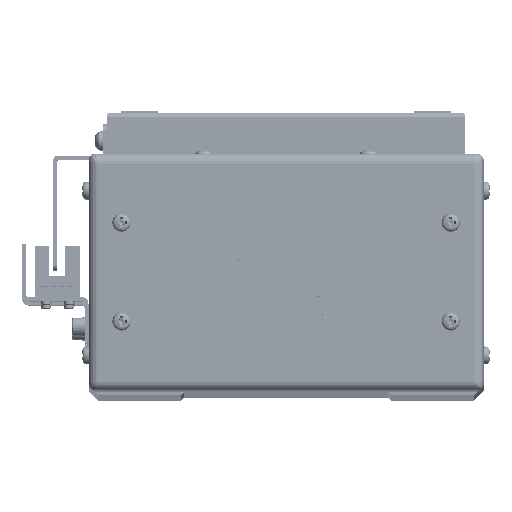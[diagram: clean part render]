
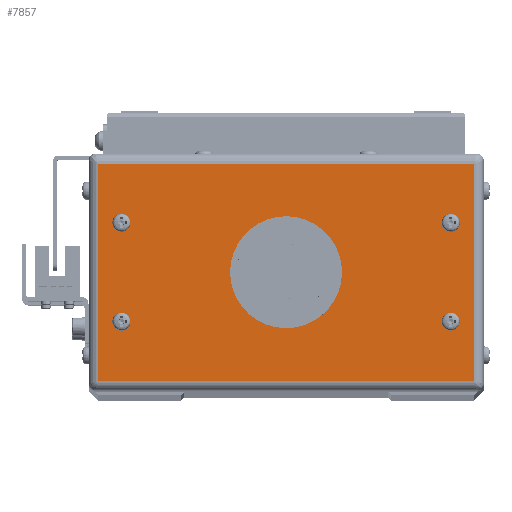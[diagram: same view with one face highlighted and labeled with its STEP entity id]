
A CAD part, top view. The second image highlights one B-rep face of the part: STEP entity #7857.
In plain terms, the highlighted planar face has unit normal (0, 0, 1).
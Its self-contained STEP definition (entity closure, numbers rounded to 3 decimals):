
#1805 = VERTEX_POINT ( 'NONE', #62214 ) ;
#2313 = VERTEX_POINT ( 'NONE', #19022 ) ;
#3643 = CARTESIAN_POINT ( 'NONE',  ( -48.3, 15., 5. ) ) ;
#4063 = FACE_BOUND ( 'NONE', #45378, .T. ) ;
#4933 = EDGE_CURVE ( 'NONE', #56093, #28266, #25587, .T. ) ;
#6001 = VERTEX_POINT ( 'NONE', #103391 ) ;
#6266 = VECTOR ( 'NONE', #112275, 1000. ) ;
#6267 = AXIS2_PLACEMENT_3D ( 'NONE', #35396, #98341, #44432 ) ;
#7857 = ADVANCED_FACE ( 'NONE', ( #30913, #75933, #9726, #52034, #28098, #4063 ), #91182, .F. ) ;
#7911 = VECTOR ( 'NONE', #31281, 1000. ) ;
#8392 = CARTESIAN_POINT ( 'NONE',  ( -48.3, -15., 5. ) ) ;
#9106 = LINE ( 'NONE', #22108, #6266 ) ;
#9726 = FACE_BOUND ( 'NONE', #36434, .T. ) ;
#10068 = CARTESIAN_POINT ( 'NONE',  ( -58., -34., 5. ) ) ;
#13016 = DIRECTION ( 'NONE',  ( 0., -1., 0. ) ) ;
#13771 = DIRECTION ( 'NONE',  ( 0., 1., 0. ) ) ;
#14512 = VERTEX_POINT ( 'NONE', #3643 ) ;
#14537 = EDGE_CURVE ( 'NONE', #28266, #96827, #103758, .T. ) ;
#14772 = ORIENTED_EDGE ( 'NONE', *, *, #39097, .F. ) ;
#15165 = DIRECTION ( 'NONE',  ( 0., 0., 1. ) ) ;
#15522 = CARTESIAN_POINT ( 'NONE',  ( 50., 15., 5. ) ) ;
#16043 = VERTEX_POINT ( 'NONE', #111774 ) ;
#16356 = EDGE_CURVE ( 'NONE', #16043, #65539, #68417, .T. ) ;
#19022 = CARTESIAN_POINT ( 'NONE',  ( 48.3, 15., 5. ) ) ;
#19558 = CARTESIAN_POINT ( 'NONE',  ( 50., -15., 5. ) ) ;
#19595 = CIRCLE ( 'NONE', #60276, 1.7 ) ;
#22108 = CARTESIAN_POINT ( 'NONE',  ( -58., 33., 5. ) ) ;
#24551 = AXIS2_PLACEMENT_3D ( 'NONE', #10068, #37346, #100280 ) ;
#24664 = DIRECTION ( 'NONE',  ( 1., 0., 0. ) ) ;
#25037 = EDGE_CURVE ( 'NONE', #66025, #56093, #9106, .T. ) ;
#25083 = DIRECTION ( 'NONE',  ( 0., 0., 1. ) ) ;
#25587 = LINE ( 'NONE', #76032, #94592 ) ;
#26381 = ORIENTED_EDGE ( 'NONE', *, *, #4933, .T. ) ;
#27465 = ORIENTED_EDGE ( 'NONE', *, *, #73812, .F. ) ;
#27905 = CIRCLE ( 'NONE', #6267, 1.7 ) ;
#28098 = FACE_OUTER_BOUND ( 'NONE', #28668, .T. ) ;
#28266 = VERTEX_POINT ( 'NONE', #53098 ) ;
#28666 = DIRECTION ( 'NONE',  ( 1., 0., 0. ) ) ;
#28668 = EDGE_LOOP ( 'NONE', ( #42714, #40273, #100521, #26381 ) ) ;
#28892 = LINE ( 'NONE', #76811, #31719 ) ;
#29400 = CARTESIAN_POINT ( 'NONE',  ( -50., 15., 5. ) ) ;
#30913 = FACE_BOUND ( 'NONE', #82799, .T. ) ;
#31281 = DIRECTION ( 'NONE',  ( 1., 0., 0. ) ) ;
#31719 = VECTOR ( 'NONE', #13771, 1000. ) ;
#35396 = CARTESIAN_POINT ( 'NONE',  ( 50., -15., 5. ) ) ;
#36272 = DIRECTION ( 'NONE',  ( 0., 0., 1. ) ) ;
#36434 = EDGE_LOOP ( 'NONE', ( #64405, #64070 ) ) ;
#37310 = VERTEX_POINT ( 'NONE', #8392 ) ;
#37346 = DIRECTION ( 'NONE',  ( 0., 0., -1. ) ) ;
#37475 = EDGE_LOOP ( 'NONE', ( #14772, #66374 ) ) ;
#37595 = DIRECTION ( 'NONE',  ( 0., 0., 1. ) ) ;
#38495 = DIRECTION ( 'NONE',  ( 1., 0., 0. ) ) ;
#38811 = VERTEX_POINT ( 'NONE', #69225 ) ;
#39097 = EDGE_CURVE ( 'NONE', #6001, #70130, #67981, .T. ) ;
#39738 = ORIENTED_EDGE ( 'NONE', *, *, #115620, .F. ) ;
#40273 = ORIENTED_EDGE ( 'NONE', *, *, #43480, .T. ) ;
#42714 = ORIENTED_EDGE ( 'NONE', *, *, #14537, .T. ) ;
#43480 = EDGE_CURVE ( 'NONE', #96827, #66025, #28892, .T. ) ;
#44432 = DIRECTION ( 'NONE',  ( 1., 0., 0. ) ) ;
#45275 = CIRCLE ( 'NONE', #47382, 1.7 ) ;
#45378 = EDGE_LOOP ( 'NONE', ( #66535, #113070 ) ) ;
#47062 = CARTESIAN_POINT ( 'NONE',  ( 15., 0., 5. ) ) ;
#47382 = AXIS2_PLACEMENT_3D ( 'NONE', #103291, #49373, #112365 ) ;
#49373 = DIRECTION ( 'NONE',  ( 0., 0., 1. ) ) ;
#50078 = EDGE_LOOP ( 'NONE', ( #114707, #27465 ) ) ;
#50813 = CARTESIAN_POINT ( 'NONE',  ( 48.3, -15., 5. ) ) ;
#51955 = CIRCLE ( 'NONE', #103582, 1.7 ) ;
#52034 = FACE_BOUND ( 'NONE', #37475, .T. ) ;
#52763 = CARTESIAN_POINT ( 'NONE',  ( 50., 15., 5. ) ) ;
#53098 = CARTESIAN_POINT ( 'NONE',  ( -57., -33., 5. ) ) ;
#56093 = VERTEX_POINT ( 'NONE', #81541 ) ;
#56836 = AXIS2_PLACEMENT_3D ( 'NONE', #19558, #82546, #28666 ) ;
#58754 = AXIS2_PLACEMENT_3D ( 'NONE', #29400, #92351, #38495 ) ;
#60276 = AXIS2_PLACEMENT_3D ( 'NONE', #69147, #15165, #78170 ) ;
#61790 = DIRECTION ( 'NONE',  ( 1., 0., 0. ) ) ;
#62214 = CARTESIAN_POINT ( 'NONE',  ( -51.7, -15., 5. ) ) ;
#63506 = CARTESIAN_POINT ( 'NONE',  ( 57., -33., 5. ) ) ;
#64070 = ORIENTED_EDGE ( 'NONE', *, *, #78294, .F. ) ;
#64259 = AXIS2_PLACEMENT_3D ( 'NONE', #15522, #78527, #24664 ) ;
#64288 = CIRCLE ( 'NONE', #58754, 1.7 ) ;
#64405 = ORIENTED_EDGE ( 'NONE', *, *, #65113, .F. ) ;
#65113 = EDGE_CURVE ( 'NONE', #80882, #2313, #72252, .T. ) ;
#65539 = VERTEX_POINT ( 'NONE', #47062 ) ;
#65725 = CIRCLE ( 'NONE', #104436, 15. ) ;
#66025 = VERTEX_POINT ( 'NONE', #108378 ) ;
#66374 = ORIENTED_EDGE ( 'NONE', *, *, #78942, .F. ) ;
#66535 = ORIENTED_EDGE ( 'NONE', *, *, #16356, .F. ) ;
#67981 = CIRCLE ( 'NONE', #56836, 1.7 ) ;
#68417 = CIRCLE ( 'NONE', #93651, 15. ) ;
#69147 = CARTESIAN_POINT ( 'NONE',  ( -50., -15., 5. ) ) ;
#69225 = CARTESIAN_POINT ( 'NONE',  ( -51.7, 15., 5. ) ) ;
#70130 = VERTEX_POINT ( 'NONE', #50813 ) ;
#72252 = CIRCLE ( 'NONE', #64259, 1.7 ) ;
#72437 = ORIENTED_EDGE ( 'NONE', *, *, #113923, .F. ) ;
#73812 = EDGE_CURVE ( 'NONE', #38811, #14512, #103202, .T. ) ;
#75933 = FACE_BOUND ( 'NONE', #50078, .T. ) ;
#76032 = CARTESIAN_POINT ( 'NONE',  ( -57., -34., 5. ) ) ;
#76811 = CARTESIAN_POINT ( 'NONE',  ( 57., -34., 5. ) ) ;
#78170 = DIRECTION ( 'NONE',  ( 1., 0., 0. ) ) ;
#78294 = EDGE_CURVE ( 'NONE', #2313, #80882, #51955, .T. ) ;
#78527 = DIRECTION ( 'NONE',  ( 0., 0., 1. ) ) ;
#78942 = EDGE_CURVE ( 'NONE', #70130, #6001, #27905, .T. ) ;
#78968 = CARTESIAN_POINT ( 'NONE',  ( 0., 0., 5. ) ) ;
#80010 = EDGE_CURVE ( 'NONE', #65539, #16043, #65725, .T. ) ;
#80882 = VERTEX_POINT ( 'NONE', #101945 ) ;
#81541 = CARTESIAN_POINT ( 'NONE',  ( -57., 33., 5. ) ) ;
#82546 = DIRECTION ( 'NONE',  ( 0., 0., 1. ) ) ;
#82799 = EDGE_LOOP ( 'NONE', ( #39738, #72437 ) ) ;
#85132 = EDGE_CURVE ( 'NONE', #14512, #38811, #64288, .T. ) ;
#85193 = CARTESIAN_POINT ( 'NONE',  ( -58., -33., 5. ) ) ;
#88053 = DIRECTION ( 'NONE',  ( 1., 0., 0. ) ) ;
#90126 = CARTESIAN_POINT ( 'NONE',  ( -50., 15., 5. ) ) ;
#91182 = PLANE ( 'NONE',  #24551 ) ;
#91426 = CARTESIAN_POINT ( 'NONE',  ( 0., 0., 5. ) ) ;
#92351 = DIRECTION ( 'NONE',  ( 0., 0., 1. ) ) ;
#93651 = AXIS2_PLACEMENT_3D ( 'NONE', #78968, #25083, #88053 ) ;
#94592 = VECTOR ( 'NONE', #13016, 1000. ) ;
#96827 = VERTEX_POINT ( 'NONE', #63506 ) ;
#98341 = DIRECTION ( 'NONE',  ( 0., 0., 1. ) ) ;
#99228 = DIRECTION ( 'NONE',  ( 1., 0., 0. ) ) ;
#100280 = DIRECTION ( 'NONE',  ( -1., 0., 0. ) ) ;
#100521 = ORIENTED_EDGE ( 'NONE', *, *, #25037, .T. ) ;
#100532 = DIRECTION ( 'NONE',  ( 1., 0., 0. ) ) ;
#101945 = CARTESIAN_POINT ( 'NONE',  ( 51.7, 15., 5. ) ) ;
#102561 = AXIS2_PLACEMENT_3D ( 'NONE', #90126, #36272, #99228 ) ;
#103202 = CIRCLE ( 'NONE', #102561, 1.7 ) ;
#103291 = CARTESIAN_POINT ( 'NONE',  ( -50., -15., 5. ) ) ;
#103391 = CARTESIAN_POINT ( 'NONE',  ( 51.7, -15., 5. ) ) ;
#103582 = AXIS2_PLACEMENT_3D ( 'NONE', #52763, #115758, #61790 ) ;
#103758 = LINE ( 'NONE', #85193, #7911 ) ;
#104436 = AXIS2_PLACEMENT_3D ( 'NONE', #91426, #37595, #100532 ) ;
#108378 = CARTESIAN_POINT ( 'NONE',  ( 57., 33., 5. ) ) ;
#111774 = CARTESIAN_POINT ( 'NONE',  ( -15., 0., 5. ) ) ;
#112275 = DIRECTION ( 'NONE',  ( -1., 0., 0. ) ) ;
#112365 = DIRECTION ( 'NONE',  ( 1., 0., 0. ) ) ;
#113070 = ORIENTED_EDGE ( 'NONE', *, *, #80010, .F. ) ;
#113923 = EDGE_CURVE ( 'NONE', #1805, #37310, #45275, .T. ) ;
#114707 = ORIENTED_EDGE ( 'NONE', *, *, #85132, .F. ) ;
#115620 = EDGE_CURVE ( 'NONE', #37310, #1805, #19595, .T. ) ;
#115758 = DIRECTION ( 'NONE',  ( 0., 0., 1. ) ) ;
